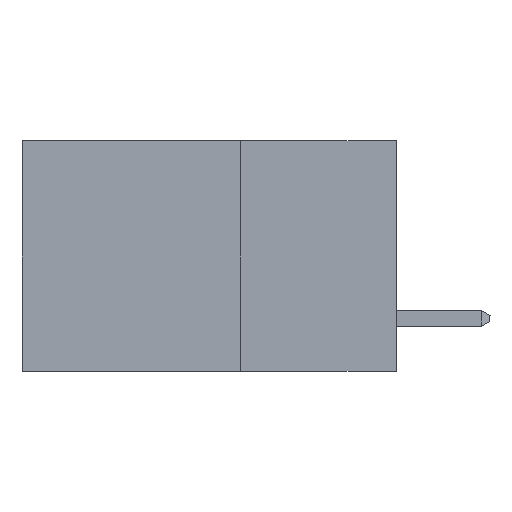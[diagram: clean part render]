
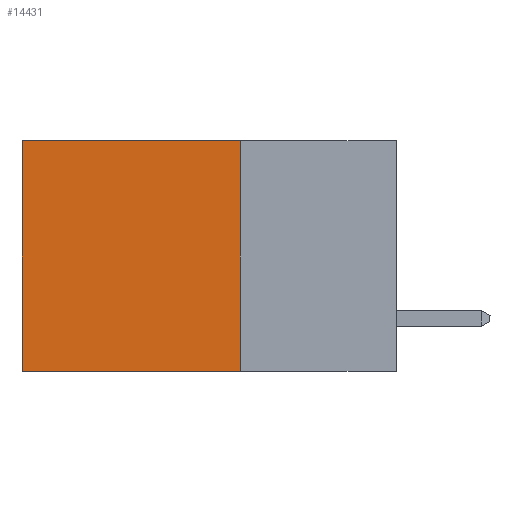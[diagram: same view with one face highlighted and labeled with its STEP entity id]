
A CAD part, left-side view. The second image highlights one B-rep face of the part: STEP entity #14431.
In plain terms, the highlighted planar face has unit normal (-1, 0, 0).
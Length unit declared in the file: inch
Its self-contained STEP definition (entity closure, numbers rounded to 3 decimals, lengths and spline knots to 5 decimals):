
#356 = ORIENTED_EDGE ( 'NONE', *, *, #967, .F. ) ;
#967 = EDGE_CURVE ( 'NONE', #2548, #4411, #4687, .T. ) ;
#1021 = DIRECTION ( 'NONE',  ( 0., 0., -1. ) ) ;
#1469 = CARTESIAN_POINT ( 'NONE',  ( 0.2615, 0.6, 0. ) ) ;
#1908 = ORIENTED_EDGE ( 'NONE', *, *, #11765, .T. ) ;
#2548 = VERTEX_POINT ( 'NONE', #5888 ) ;
#3184 = CARTESIAN_POINT ( 'NONE',  ( 0.2615, 0.25, -0.37 ) ) ;
#4411 = VERTEX_POINT ( 'NONE', #4540 ) ;
#4415 = DIRECTION ( 'NONE',  ( 0., 1., 0. ) ) ;
#4420 = CARTESIAN_POINT ( 'NONE',  ( 0.2615, 0.25, 0. ) ) ;
#4421 = EDGE_CURVE ( 'NONE', #2548, #13206, #14116, .T. ) ;
#4507 = CARTESIAN_POINT ( 'NONE',  ( 0.2615, 0.6, -0.37 ) ) ;
#4540 = CARTESIAN_POINT ( 'NONE',  ( 0.2615, 0.25, -0.37 ) ) ;
#4687 = LINE ( 'NONE', #9625, #13612 ) ;
#4876 = VECTOR ( 'NONE', #4415, 39.37008 ) ;
#5431 = DIRECTION ( 'NONE',  ( 0., 0., -1. ) ) ;
#5888 = CARTESIAN_POINT ( 'NONE',  ( 0.2615, 0.25, 0. ) ) ;
#6263 = ORIENTED_EDGE ( 'NONE', *, *, #14144, .F. ) ;
#6899 = FACE_OUTER_BOUND ( 'NONE', #12374, .T. ) ;
#6937 = ORIENTED_EDGE ( 'NONE', *, *, #4421, .T. ) ;
#7489 = VECTOR ( 'NONE', #1021, 39.37008 ) ;
#7794 = LINE ( 'NONE', #3184, #13970 ) ;
#9537 = DIRECTION ( 'NONE',  ( 0., 0., -1. ) ) ;
#9589 = AXIS2_PLACEMENT_3D ( 'NONE', #14274, #12181, #5431 ) ;
#9625 = CARTESIAN_POINT ( 'NONE',  ( 0.2615, 0.25, -0.37 ) ) ;
#9984 = PLANE ( 'NONE',  #9589 ) ;
#11192 = DIRECTION ( 'NONE',  ( 0., 1., 0. ) ) ;
#11765 = EDGE_CURVE ( 'NONE', #13206, #14090, #13357, .T. ) ;
#12181 = DIRECTION ( 'NONE',  ( 1., 0., 0. ) ) ;
#12374 = EDGE_LOOP ( 'NONE', ( #1908, #6263, #356, #6937 ) ) ;
#13206 = VERTEX_POINT ( 'NONE', #1469 ) ;
#13224 = CARTESIAN_POINT ( 'NONE',  ( 0.2615, 0.6, -0.37 ) ) ;
#13357 = LINE ( 'NONE', #4507, #7489 ) ;
#13612 = VECTOR ( 'NONE', #9537, 39.37008 ) ;
#13970 = VECTOR ( 'NONE', #11192, 39.37008 ) ;
#14090 = VERTEX_POINT ( 'NONE', #13224 ) ;
#14116 = LINE ( 'NONE', #4420, #4876 ) ;
#14144 = EDGE_CURVE ( 'NONE', #4411, #14090, #7794, .T. ) ;
#14274 = CARTESIAN_POINT ( 'NONE',  ( 0.2615, 0.25, -0.37 ) ) ;
#14431 = ADVANCED_FACE ( 'NONE', ( #6899 ), #9984, .F. ) ;
